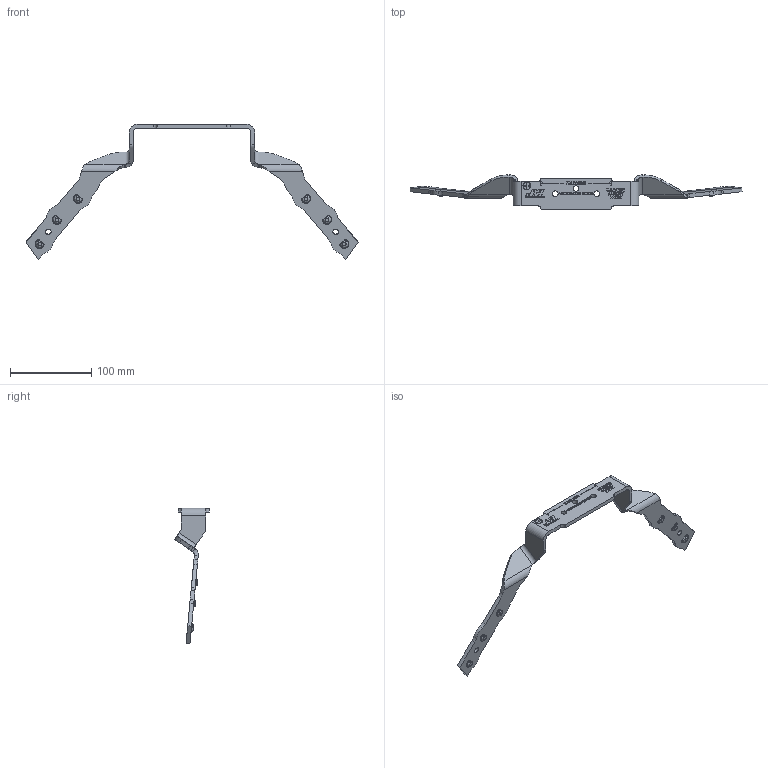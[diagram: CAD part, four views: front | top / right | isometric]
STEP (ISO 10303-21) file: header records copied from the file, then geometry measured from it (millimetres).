
FILE_DESCRIPTION (( 'STEP AP214' ), '1' );
FILE_NAME ('VC4.STEP', '2017-09-25T20:36:23', ( 'Temp' ), ( '' ), 'SwSTEP 2.0', 'SolidWorks 2010', '' );
FILE_SCHEMA (( 'AUTOMOTIVE_DESIGN' ));
Products named in the file (1): VC4
Bounding box: 408.39 x 42.27 x 166.73 mm (x, y, z)
Volume: 78556.2 mm3; surface area: 40901 mm2
Topology: 1 solids, 1 shells, 884 faces, 2317 edges, 1530 vertices
Faces by surface type: plane 574, bspline 214, cylinder 84, cone 12
Entity records: 46417 total; most frequent: CARTESIAN_POINT 26006, ORIENTED_EDGE 4634, DIRECTION 3377, EDGE_CURVE 2317, VECTOR 1683, LINE 1683, VERTEX_POINT 1530, EDGE_LOOP 989
